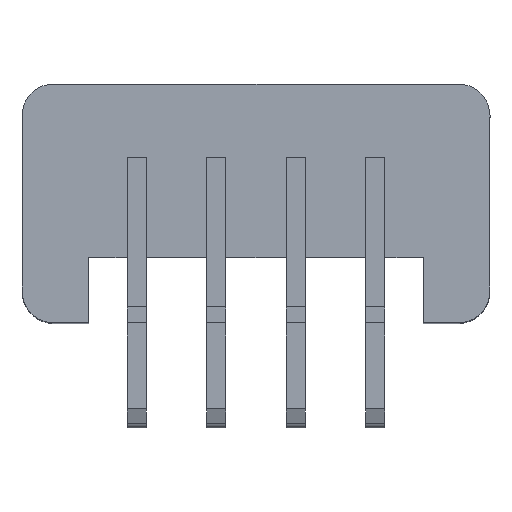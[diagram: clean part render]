
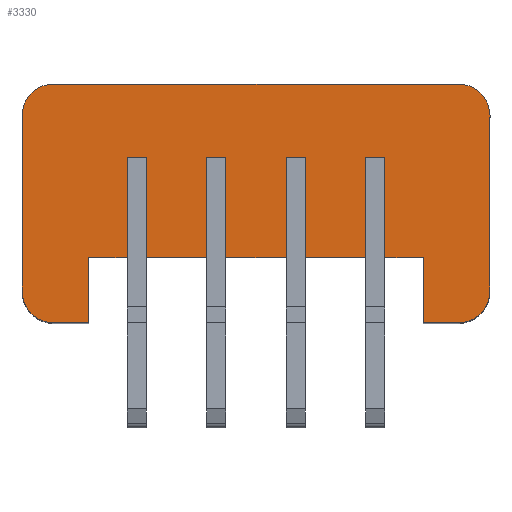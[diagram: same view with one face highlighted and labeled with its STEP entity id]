
A CAD part, top view. The second image highlights one B-rep face of the part: STEP entity #3330.
In plain terms, the highlighted planar face has unit normal (0, 0, 1).
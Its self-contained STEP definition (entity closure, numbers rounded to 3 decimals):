
#120=CARTESIAN_POINT('',(-9.922,33.385,14.2));
#130=VERTEX_POINT('',#120);
#1100=CARTESIAN_POINT('',(2.778,33.385,14.2));
#1110=VERTEX_POINT('',#1100);
#1140=CARTESIAN_POINT('',(0.,33.385,14.2));
#1150=DIRECTION('',(-1.,0.,0.));
#1160=VECTOR('',#1150,1.);
#1170=LINE('',#1140,#1160);
#1180=EDGE_CURVE('',#1110,#130,#1170,.T.);
#1230=CARTESIAN_POINT('',(-5.122,28.162,14.2));
#1240=DIRECTION('',(0.,0.,-1.));
#1250=DIRECTION('',(0.,1.,0.));
#1260=AXIS2_PLACEMENT_3D('',#1230,#1240,#1250);
#1270=PLANE('',#1260);
#1280=CARTESIAN_POINT('',(0.,27.935,14.2));
#1290=DIRECTION('',(-1.,0.,0.));
#1300=VECTOR('',#1290,1.);
#1310=LINE('',#1280,#1300);
#1320=CARTESIAN_POINT('',(-5.122,27.935,14.2));
#1330=VERTEX_POINT('',#1320);
#1340=CARTESIAN_POINT('',(-7.022,27.935,14.2));
#1350=VERTEX_POINT('',#1340);
#1360=EDGE_CURVE('',#1330,#1350,#1310,.T.);
#1370=ORIENTED_EDGE('',*,*,#1360,.F.);
#1380=CARTESIAN_POINT('',(-7.022,0.,14.2));
#1390=DIRECTION('',(0.,1.,0.));
#1400=VECTOR('',#1390,1.);
#1410=LINE('',#1380,#1400);
#1420=CARTESIAN_POINT('',(-7.022,31.085,14.2));
#1430=VERTEX_POINT('',#1420);
#1440=EDGE_CURVE('',#1350,#1430,#1410,.T.);
#1450=ORIENTED_EDGE('',*,*,#1440,.F.);
#1460=CARTESIAN_POINT('',(0.,31.085,14.2));
#1470=DIRECTION('',(-1.,0.,0.));
#1480=VECTOR('',#1470,1.);
#1490=LINE('',#1460,#1480);
#1500=CARTESIAN_POINT('',(-7.622,31.085,14.2));
#1510=VERTEX_POINT('',#1500);
#1520=EDGE_CURVE('',#1430,#1510,#1490,.T.);
#1530=ORIENTED_EDGE('',*,*,#1520,.F.);
#1540=CARTESIAN_POINT('',(-7.622,0.,14.2));
#1550=DIRECTION('',(0.,1.,0.));
#1560=VECTOR('',#1550,1.);
#1570=LINE('',#1540,#1560);
#1580=CARTESIAN_POINT('',(-7.622,27.935,14.2));
#1590=VERTEX_POINT('',#1580);
#1600=EDGE_CURVE('',#1590,#1510,#1570,.T.);
#1610=ORIENTED_EDGE('',*,*,#1600,.T.);
#1620=CARTESIAN_POINT('',(-8.822,27.935,14.2));
#1630=VERTEX_POINT('',#1620);
#1640=EDGE_CURVE('',#1590,#1630,#1310,.T.);
#1650=ORIENTED_EDGE('',*,*,#1640,.F.);
#1660=CARTESIAN_POINT('',(-8.822,0.,14.2));
#1670=DIRECTION('',(0.,1.,0.));
#1680=VECTOR('',#1670,1.);
#1690=LINE('',#1660,#1680);
#1700=CARTESIAN_POINT('',(-8.822,25.885,14.2));
#1710=VERTEX_POINT('',#1700);
#1720=EDGE_CURVE('',#1710,#1630,#1690,.T.);
#1730=ORIENTED_EDGE('',*,*,#1720,.T.);
#1740=CARTESIAN_POINT('',(0.,25.885,14.2));
#1750=DIRECTION('',(1.,0.,0.));
#1760=VECTOR('',#1750,1.);
#1770=LINE('',#1740,#1760);
#1780=CARTESIAN_POINT('',(-9.922,25.885,14.2));
#1790=VERTEX_POINT('',#1780);
#1800=EDGE_CURVE('',#1790,#1710,#1770,.T.);
#1810=ORIENTED_EDGE('',*,*,#1800,.T.);
#1820=CARTESIAN_POINT('',(-9.922,26.885,14.2));
#1830=DIRECTION('',(0.,0.,1.));
#1840=DIRECTION('',(1.,0.,0.));
#1850=AXIS2_PLACEMENT_3D('',#1820,#1830,#1840);
#1860=CIRCLE('',#1850,1.);
#1870=CARTESIAN_POINT('',(-10.922,26.885,14.2));
#1880=VERTEX_POINT('',#1870);
#1890=EDGE_CURVE('',#1880,#1790,#1860,.T.);
#1900=ORIENTED_EDGE('',*,*,#1890,.T.);
#1910=CARTESIAN_POINT('',(-10.922,0.,14.2));
#1920=DIRECTION('',(0.,-1.,0.));
#1930=VECTOR('',#1920,1.);
#1940=LINE('',#1910,#1930);
#1950=CARTESIAN_POINT('',(-10.922,32.385,14.2));
#1960=VERTEX_POINT('',#1950);
#1970=EDGE_CURVE('',#1960,#1880,#1940,.T.);
#1980=ORIENTED_EDGE('',*,*,#1970,.T.);
#1990=CARTESIAN_POINT('',(-9.922,32.385,14.2));
#2000=DIRECTION('',(0.,0.,1.));
#2010=DIRECTION('',(1.,0.,0.));
#2020=AXIS2_PLACEMENT_3D('',#1990,#2000,#2010);
#2030=CIRCLE('',#2020,1.);
#2040=EDGE_CURVE('',#130,#1960,#2030,.T.);
#2050=ORIENTED_EDGE('',*,*,#2040,.T.);
#2060=ORIENTED_EDGE('',*,*,#1180,.T.);
#2070=CARTESIAN_POINT('',(2.778,32.385,14.2));
#2080=DIRECTION('',(0.,0.,1.));
#2090=DIRECTION('',(1.,0.,0.));
#2100=AXIS2_PLACEMENT_3D('',#2070,#2080,#2090);
#2110=CIRCLE('',#2100,1.);
#2120=CARTESIAN_POINT('',(3.778,32.385,14.2));
#2130=VERTEX_POINT('',#2120);
#2140=EDGE_CURVE('',#2130,#1110,#2110,.T.);
#2150=ORIENTED_EDGE('',*,*,#2140,.T.);
#2160=CARTESIAN_POINT('',(3.778,0.,14.2));
#2170=DIRECTION('',(0.,1.,0.));
#2180=VECTOR('',#2170,1.);
#2190=LINE('',#2160,#2180);
#2200=CARTESIAN_POINT('',(3.778,26.885,14.2));
#2210=VERTEX_POINT('',#2200);
#2220=EDGE_CURVE('',#2210,#2130,#2190,.T.);
#2230=ORIENTED_EDGE('',*,*,#2220,.T.);
#2240=CARTESIAN_POINT('',(2.778,26.885,14.2));
#2250=DIRECTION('',(0.,0.,1.));
#2260=DIRECTION('',(1.,0.,0.));
#2270=AXIS2_PLACEMENT_3D('',#2240,#2250,#2260);
#2280=CIRCLE('',#2270,1.);
#2290=CARTESIAN_POINT('',(2.778,25.885,14.2));
#2300=VERTEX_POINT('',#2290);
#2310=EDGE_CURVE('',#2300,#2210,#2280,.T.);
#2320=ORIENTED_EDGE('',*,*,#2310,.T.);
#2330=CARTESIAN_POINT('',(0.,25.885,14.2));
#2340=DIRECTION('',(1.,0.,0.));
#2350=VECTOR('',#2340,1.);
#2360=LINE('',#2330,#2350);
#2370=CARTESIAN_POINT('',(1.678,25.885,14.2));
#2380=VERTEX_POINT('',#2370);
#2390=EDGE_CURVE('',#2380,#2300,#2360,.T.);
#2400=ORIENTED_EDGE('',*,*,#2390,.T.);
#2410=CARTESIAN_POINT('',(1.678,0.,14.2));
#2420=DIRECTION('',(0.,-1.,0.));
#2430=VECTOR('',#2420,1.);
#2440=LINE('',#2410,#2430);
#2450=CARTESIAN_POINT('',(1.678,27.935,14.2));
#2460=VERTEX_POINT('',#2450);
#2470=EDGE_CURVE('',#2460,#2380,#2440,.T.);
#2480=ORIENTED_EDGE('',*,*,#2470,.T.);
#2490=CARTESIAN_POINT('',(0.478,27.935,14.2));
#2500=VERTEX_POINT('',#2490);
#2510=EDGE_CURVE('',#2460,#2500,#1310,.T.);
#2520=ORIENTED_EDGE('',*,*,#2510,.F.);
#2530=CARTESIAN_POINT('',(0.478,0.,14.2));
#2540=DIRECTION('',(0.,-1.,0.));
#2550=VECTOR('',#2540,1.);
#2560=LINE('',#2530,#2550);
#2570=CARTESIAN_POINT('',(0.478,31.085,14.2));
#2580=VERTEX_POINT('',#2570);
#2590=EDGE_CURVE('',#2580,#2500,#2560,.T.);
#2600=ORIENTED_EDGE('',*,*,#2590,.T.);
#2610=CARTESIAN_POINT('',(0.,31.085,14.2));
#2620=DIRECTION('',(-1.,0.,0.));
#2630=VECTOR('',#2620,1.);
#2640=LINE('',#2610,#2630);
#2650=CARTESIAN_POINT('',(-0.122,31.085,14.2));
#2660=VERTEX_POINT('',#2650);
#2670=EDGE_CURVE('',#2580,#2660,#2640,.T.);
#2680=ORIENTED_EDGE('',*,*,#2670,.F.);
#2690=CARTESIAN_POINT('',(-0.122,0.,14.2));
#2700=DIRECTION('',(0.,-1.,0.));
#2710=VECTOR('',#2700,1.);
#2720=LINE('',#2690,#2710);
#2730=CARTESIAN_POINT('',(-0.122,27.935,14.2));
#2740=VERTEX_POINT('',#2730);
#2750=EDGE_CURVE('',#2660,#2740,#2720,.T.);
#2760=ORIENTED_EDGE('',*,*,#2750,.F.);
#2770=CARTESIAN_POINT('',(-2.022,27.935,14.2));
#2780=VERTEX_POINT('',#2770);
#2790=EDGE_CURVE('',#2740,#2780,#1310,.T.);
#2800=ORIENTED_EDGE('',*,*,#2790,.F.);
#2810=CARTESIAN_POINT('',(-2.022,0.,14.2));
#2820=DIRECTION('',(0.,1.,0.));
#2830=VECTOR('',#2820,1.);
#2840=LINE('',#2810,#2830);
#2850=CARTESIAN_POINT('',(-2.022,31.085,14.2));
#2860=VERTEX_POINT('',#2850);
#2870=EDGE_CURVE('',#2780,#2860,#2840,.T.);
#2880=ORIENTED_EDGE('',*,*,#2870,.F.);
#2890=CARTESIAN_POINT('',(0.,31.085,14.2));
#2900=DIRECTION('',(-1.,0.,0.));
#2910=VECTOR('',#2900,1.);
#2920=LINE('',#2890,#2910);
#2930=CARTESIAN_POINT('',(-2.622,31.085,14.2));
#2940=VERTEX_POINT('',#2930);
#2950=EDGE_CURVE('',#2860,#2940,#2920,.T.);
#2960=ORIENTED_EDGE('',*,*,#2950,.F.);
#2970=CARTESIAN_POINT('',(-2.622,0.,14.2));
#2980=DIRECTION('',(0.,1.,0.));
#2990=VECTOR('',#2980,1.);
#3000=LINE('',#2970,#2990);
#3010=CARTESIAN_POINT('',(-2.622,27.935,14.2));
#3020=VERTEX_POINT('',#3010);
#3030=EDGE_CURVE('',#3020,#2940,#3000,.T.);
#3040=ORIENTED_EDGE('',*,*,#3030,.T.);
#3050=CARTESIAN_POINT('',(-4.522,27.935,14.2));
#3060=VERTEX_POINT('',#3050);
#3070=EDGE_CURVE('',#3020,#3060,#1310,.T.);
#3080=ORIENTED_EDGE('',*,*,#3070,.F.);
#3090=CARTESIAN_POINT('',(-4.522,0.,14.2));
#3100=DIRECTION('',(0.,1.,0.));
#3110=VECTOR('',#3100,1.);
#3120=LINE('',#3090,#3110);
#3130=CARTESIAN_POINT('',(-4.522,31.085,14.2));
#3140=VERTEX_POINT('',#3130);
#3150=EDGE_CURVE('',#3060,#3140,#3120,.T.);
#3160=ORIENTED_EDGE('',*,*,#3150,.F.);
#3170=CARTESIAN_POINT('',(0.,31.085,14.2));
#3180=DIRECTION('',(-1.,0.,0.));
#3190=VECTOR('',#3180,1.);
#3200=LINE('',#3170,#3190);
#3210=CARTESIAN_POINT('',(-5.122,31.085,14.2));
#3220=VERTEX_POINT('',#3210);
#3230=EDGE_CURVE('',#3140,#3220,#3200,.T.);
#3240=ORIENTED_EDGE('',*,*,#3230,.F.);
#3250=CARTESIAN_POINT('',(-5.122,0.,14.2));
#3260=DIRECTION('',(0.,1.,0.));
#3270=VECTOR('',#3260,1.);
#3280=LINE('',#3250,#3270);
#3290=EDGE_CURVE('',#1330,#3220,#3280,.T.);
#3300=ORIENTED_EDGE('',*,*,#3290,.T.);
#3310=EDGE_LOOP('',(#3300,#3240,#3160,#3080,#3040,#2960,#2880,#2800,
#2760,#2680,#2600,#2520,#2480,#2400,#2320,#2230,#2150,#2060,#2050,#1980,
#1900,#1810,#1730,#1650,#1610,#1530,#1450,#1370));
#3320=FACE_OUTER_BOUND('',#3310,.T.);
#3330=ADVANCED_FACE('',(#3320),#1270,.F.);
